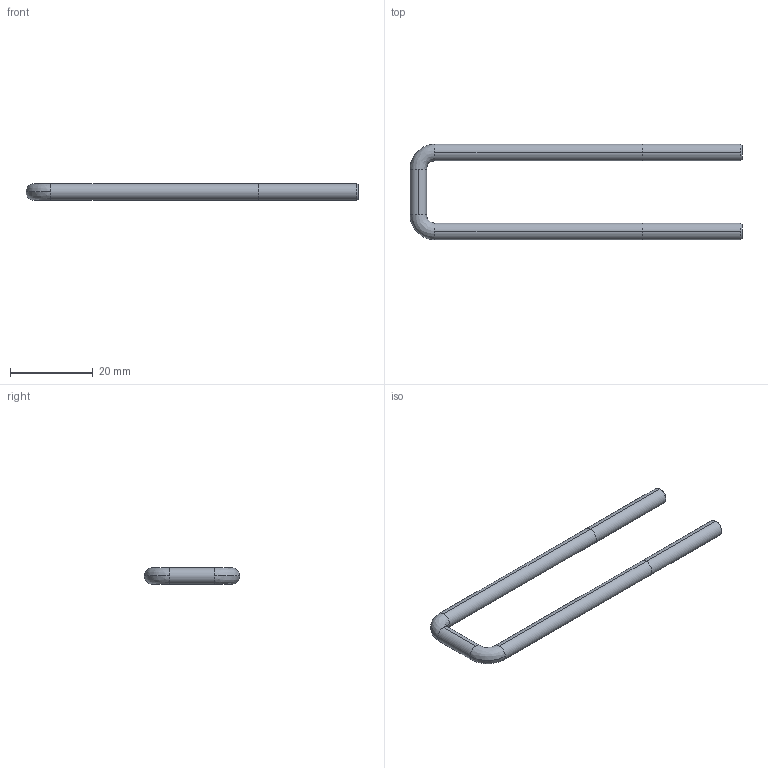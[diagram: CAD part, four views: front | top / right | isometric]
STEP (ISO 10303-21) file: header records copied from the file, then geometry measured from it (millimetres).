
FILE_DESCRIPTION (( 'STEP AP214' ), '1' );
FILE_NAME ('GH-40323-LUBSS.STEP', '2018-07-16T05:04:58', ( 'LinWei' ), ( '' ), 'SwSTEP 2.0', 'SolidWorks 2016', '' );
FILE_SCHEMA (( 'AUTOMOTIVE_DESIGN' ));
Length unit declared in the file: millimetre
Products named in the file (1): GH-40323-LUBSS
Bounding box: 80 x 23 x 4 mm (x, y, z)
Volume: 2154.9 mm3; surface area: 2226.8 mm2
Topology: 3 solids, 3 shells, 24 faces, 50 edges, 32 vertices
Faces by surface type: cylinder 10, plane 6, bspline 4, cone 4
Entity records: 802 total; most frequent: CARTESIAN_POINT 215, DIRECTION 128, ORIENTED_EDGE 100, AXIS2_PLACEMENT_3D 57, EDGE_CURVE 50, CIRCLE 36, VERTEX_POINT 32, ADVANCED_FACE 24
